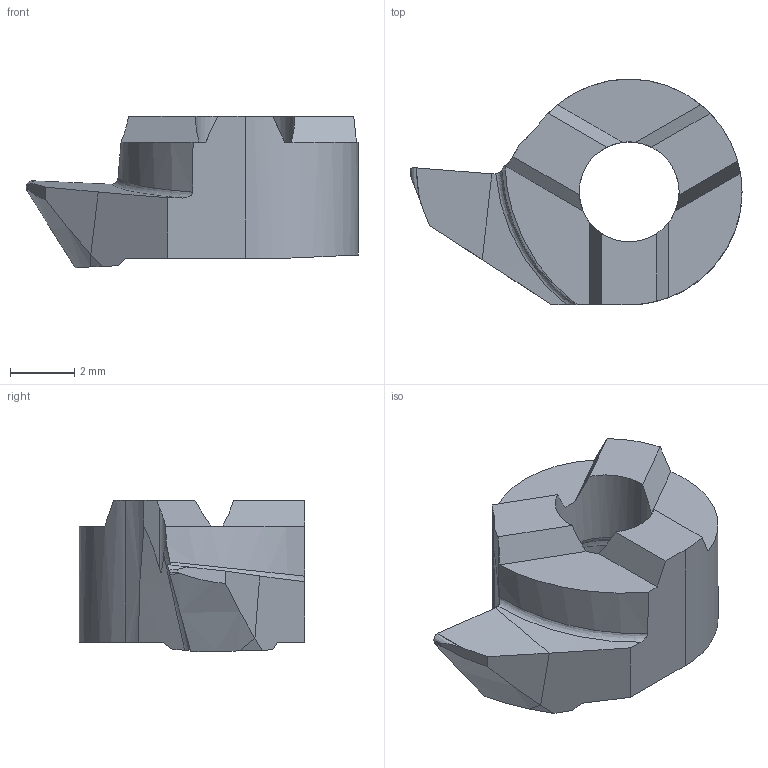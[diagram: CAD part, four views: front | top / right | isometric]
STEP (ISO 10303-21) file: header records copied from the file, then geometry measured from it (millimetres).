
FILE_DESCRIPTION(/* description */ (''),/* implementation_level */ '2;1');
FILE_NAME(/* name */ '1589866522283.stp',/* time_stamp */ '2020-05-19T11:05:35+06:00',/* author */ (''),/* organization */ ('SMS'),/* preprocessor_version */ 'ST-DEVELOPER v16.7',/* originating_system */ 'SIEMENS PLM Software NX 12.0',/* authorisation */ '');
FILE_SCHEMA (('AUTOMOTIVE_DESIGN { 1 0 10303 214 3 1 1 1 }'));
Length unit declared in the file: millimetre
Products named in the file (1): 202722843mod000_00
Bounding box: 10.3 x 7 x 4.69 mm (x, y, z)
Volume: 129.4 mm3; surface area: 235.6 mm2
Topology: 2 solids, 2 shells, 51 faces, 141 edges, 95 vertices
Faces by surface type: plane 26, bspline 9, cylinder 8, torus 5, cone 3
Entity records: 2003 total; most frequent: CARTESIAN_POINT 768, ORIENTED_EDGE 280, DIRECTION 207, EDGE_CURVE 140, VERTEX_POINT 91, AXIS2_PLACEMENT_3D 81, ADVANCED_FACE 51, FACE_OUTER_BOUND 51
